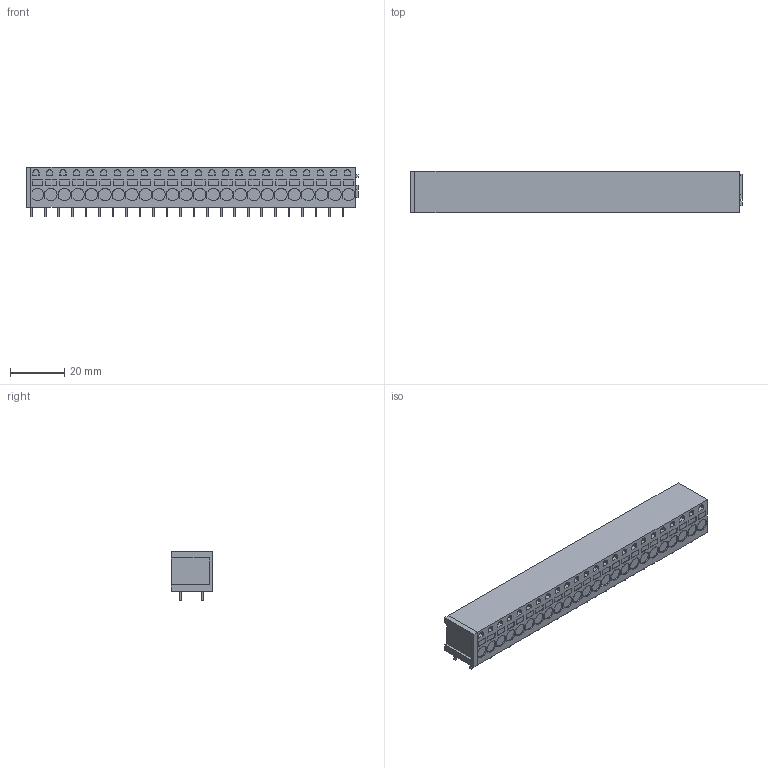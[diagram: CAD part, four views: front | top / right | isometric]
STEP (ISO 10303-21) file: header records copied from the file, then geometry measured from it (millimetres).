
FILE_DESCRIPTION(('CATIA V5 STEP Exchange','CAx-IF Rec.Pracs.--- Model Styling and Organization---1.4--- 2014-01-23'),'2;1');
FILE_NAME ('261667-3_1_1425530000_1425530000.stp','2022-08-10T11:24:11+00:00',('none'),('Weidmueller'),'CATIA Version 5-6 Release 2016 SP3 HF44','CATIA V5 STEP AP214','none');
FILE_SCHEMA(('AUTOMOTIVE_DESIGN { 1 0 10303 214 1 1 1 1 }'));
Length unit declared in the file: millimetre
Products named in the file (1): 1425530000
Bounding box: 122.63 x 15.2 x 18.3 mm (x, y, z)
Volume: 26867.4 mm3; surface area: 10144.1 mm2
Topology: 49 solids, 145 shells, 1536 faces, 3509 edges, 2339 vertices
Faces by surface type: plane 1212, cylinder 156, cone 72, bspline 48, extrusion 24, torus 24
Entity records: 45799 total; most frequent: CARTESIAN_POINT 13372, ORIENTED_EDGE 7018, DIRECTION 5399, EDGE_CURVE 3509, VECTOR 2741, LINE 2717, VERTEX_POINT 2339, EDGE_LOOP 1622
